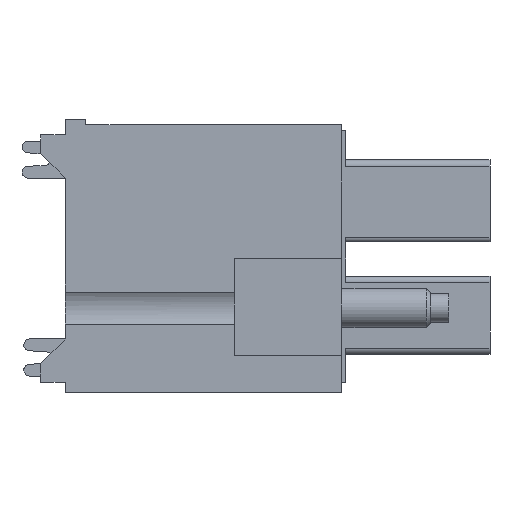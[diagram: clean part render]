
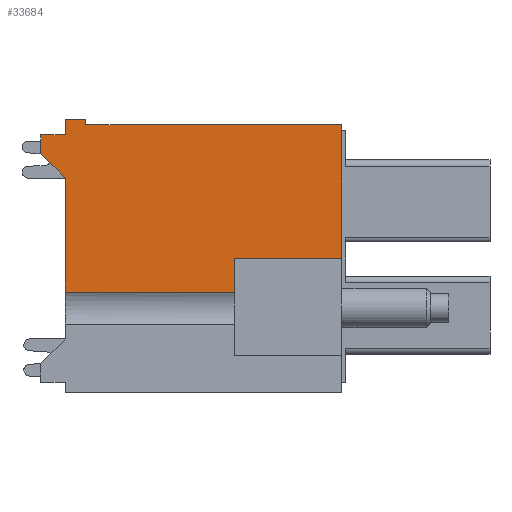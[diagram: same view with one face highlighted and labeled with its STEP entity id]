
A CAD part, left-side view. The second image highlights one B-rep face of the part: STEP entity #33684.
In plain terms, the highlighted planar face has unit normal (-1, 0, 0).
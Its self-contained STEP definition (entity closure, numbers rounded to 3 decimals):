
#1286=LINE('',#49855,#5529);
#1288=LINE('',#49859,#5531);
#1294=LINE('',#49874,#5537);
#1545=LINE('',#50370,#5788);
#1826=LINE('',#50873,#6069);
#2000=LINE('',#51279,#6243);
#2002=LINE('',#51283,#6245);
#2003=LINE('',#51285,#6246);
#2004=LINE('',#51286,#6247);
#2005=LINE('',#51288,#6248);
#2006=LINE('',#51290,#6249);
#2007=LINE('',#51292,#6250);
#5529=VECTOR('',#39100,1000.);
#5531=VECTOR('',#39104,1000.);
#5537=VECTOR('',#39118,1000.);
#5788=VECTOR('',#39571,1000.);
#6069=VECTOR('',#40024,1000.);
#6243=VECTOR('',#40470,1000.);
#6245=VECTOR('',#40474,1000.);
#6246=VECTOR('',#40475,1000.);
#6247=VECTOR('',#40476,1000.);
#6248=VECTOR('',#40477,1000.);
#6249=VECTOR('',#40478,1000.);
#6250=VECTOR('',#40479,1000.);
#12492=ORIENTED_EDGE('',*,*,#20791,.F.);
#12493=ORIENTED_EDGE('',*,*,#20792,.T.);
#12494=ORIENTED_EDGE('',*,*,#20062,.F.);
#12495=ORIENTED_EDGE('',*,*,#20055,.F.);
#12496=ORIENTED_EDGE('',*,*,#20595,.T.);
#12497=ORIENTED_EDGE('',*,*,#20793,.F.);
#12498=ORIENTED_EDGE('',*,*,#20794,.F.);
#12499=ORIENTED_EDGE('',*,*,#20795,.F.);
#12500=ORIENTED_EDGE('',*,*,#20796,.F.);
#12501=ORIENTED_EDGE('',*,*,#20314,.F.);
#12502=ORIENTED_EDGE('',*,*,#20053,.T.);
#12503=ORIENTED_EDGE('',*,*,#20789,.T.);
#20053=EDGE_CURVE('',#24670,#24669,#1286,.T.);
#20055=EDGE_CURVE('',#24671,#24672,#1288,.T.);
#20062=EDGE_CURVE('',#24672,#24676,#1294,.T.);
#20314=EDGE_CURVE('',#24670,#24819,#1545,.T.);
#20595=EDGE_CURVE('',#24671,#24955,#1826,.T.);
#20789=EDGE_CURVE('',#24669,#25052,#2000,.T.);
#20791=EDGE_CURVE('',#25053,#25052,#2002,.T.);
#20792=EDGE_CURVE('',#25053,#24676,#2003,.T.);
#20793=EDGE_CURVE('',#25054,#24955,#2004,.T.);
#20794=EDGE_CURVE('',#25055,#25054,#2005,.T.);
#20795=EDGE_CURVE('',#25056,#25055,#2006,.T.);
#20796=EDGE_CURVE('',#24819,#25056,#2007,.T.);
#24669=VERTEX_POINT('',#49854);
#24670=VERTEX_POINT('',#49856);
#24671=VERTEX_POINT('',#49860);
#24672=VERTEX_POINT('',#49861);
#24676=VERTEX_POINT('',#49875);
#24819=VERTEX_POINT('',#50368);
#24955=VERTEX_POINT('',#50872);
#25052=VERTEX_POINT('',#51280);
#25053=VERTEX_POINT('',#51284);
#25054=VERTEX_POINT('',#51287);
#25055=VERTEX_POINT('',#51289);
#25056=VERTEX_POINT('',#51291);
#28399=EDGE_LOOP('',(#12492,#12493,#12494,#12495,#12496,#12497,#12498,#12499,
#12500,#12501,#12502,#12503));
#30386=FACE_BOUND('',#28399,.T.);
#32164=PLANE('',#35711);
#33684=ADVANCED_FACE('',(#30386),#32164,.F.);
#35711=AXIS2_PLACEMENT_3D('',#51282,#40472,#40473);
#39100=DIRECTION('',(0.,0.,-1.));
#39104=DIRECTION('',(0.,1.,0.));
#39118=DIRECTION('',(0.,0.,-1.));
#39571=DIRECTION('',(0.,-1.,0.));
#40024=DIRECTION('',(0.,0.,1.));
#40470=DIRECTION('',(0.,-0.707,-0.707));
#40472=DIRECTION('',(1.,0.,0.));
#40473=DIRECTION('',(0.,0.,-1.));
#40474=DIRECTION('',(0.,0.,1.));
#40475=DIRECTION('',(0.,-1.,0.));
#40476=DIRECTION('',(0.,-1.,0.));
#40477=DIRECTION('',(0.,0.,-1.));
#40478=DIRECTION('',(0.,-1.,0.));
#40479=DIRECTION('',(0.,0.,1.));
#49854=CARTESIAN_POINT('',(-17.9,14.6,5.1));
#49855=CARTESIAN_POINT('',(-17.9,14.6,6.));
#49856=CARTESIAN_POINT('',(-17.9,14.6,6.));
#49859=CARTESIAN_POINT('',(-17.9,0.,0.));
#49860=CARTESIAN_POINT('',(-17.9,0.,0.));
#49861=CARTESIAN_POINT('',(-17.9,5.2,0.));
#49874=CARTESIAN_POINT('',(-17.9,5.2,0.));
#49875=CARTESIAN_POINT('',(-17.9,5.2,-1.624));
#50368=CARTESIAN_POINT('',(-17.9,13.4,6.));
#50370=CARTESIAN_POINT('',(-17.9,14.6,6.));
#50872=CARTESIAN_POINT('',(-17.9,0.,6.5));
#50873=CARTESIAN_POINT('',(-17.9,0.,-6.5));
#51279=CARTESIAN_POINT('',(-17.9,13.4,3.9));
#51280=CARTESIAN_POINT('',(-17.9,13.4,3.9));
#51282=CARTESIAN_POINT('',(-17.9,13.4,-6.5));
#51283=CARTESIAN_POINT('',(-17.9,13.4,-6.5));
#51284=CARTESIAN_POINT('',(-17.9,13.4,-1.624));
#51285=CARTESIAN_POINT('',(-17.9,17.712,-1.624));
#51286=CARTESIAN_POINT('',(-17.9,13.4,6.5));
#51287=CARTESIAN_POINT('',(-17.9,12.4,6.5));
#51288=CARTESIAN_POINT('',(-17.9,12.4,6.5));
#51289=CARTESIAN_POINT('',(-17.9,12.4,6.75));
#51290=CARTESIAN_POINT('',(-17.9,12.4,6.75));
#51291=CARTESIAN_POINT('',(-17.9,13.4,6.75));
#51292=CARTESIAN_POINT('',(-17.9,13.4,-6.5));
